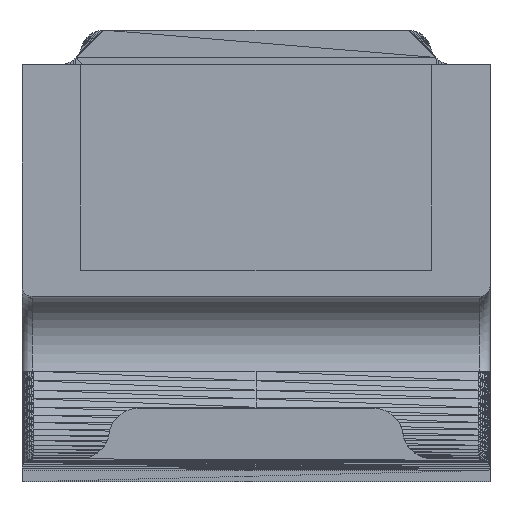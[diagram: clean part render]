
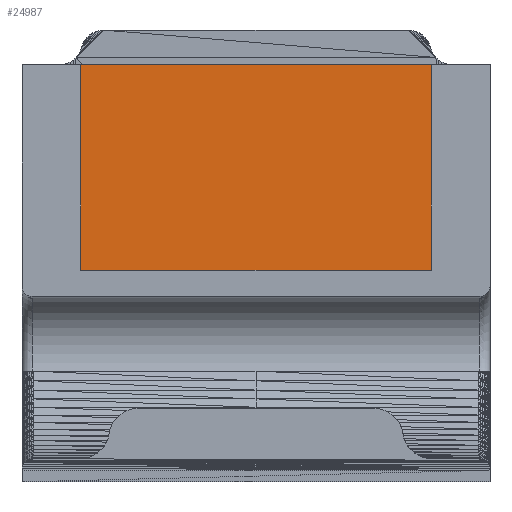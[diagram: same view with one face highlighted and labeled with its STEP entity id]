
A CAD part, front view. The second image highlights one B-rep face of the part: STEP entity #24987.
In plain terms, the highlighted planar face has unit normal (0, -1, 0).
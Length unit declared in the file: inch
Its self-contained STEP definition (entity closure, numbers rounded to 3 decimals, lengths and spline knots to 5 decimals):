
#1963=PLANE('',#27031);
#3974=FACE_OUTER_BOUND('',#5985,.T.);
#5985=EDGE_LOOP('',(#22847,#22848,#22849,#22850,#22851,#22852,#22853));
#6338=LINE('',#34969,#9483);
#6340=LINE('',#34974,#9485);
#6347=LINE('',#34987,#9492);
#6348=LINE('',#34988,#9493);
#6387=LINE('',#35061,#9532);
#9148=LINE('',#40581,#12293);
#9483=VECTOR('',#27597,0.3937);
#9485=VECTOR('',#27601,0.3937);
#9492=VECTOR('',#27612,0.3937);
#9493=VECTOR('',#27613,0.3937);
#9532=VECTOR('',#27670,0.3937);
#12293=VECTOR('',#34127,0.03937);
#12571=VERTEX_POINT('',#34965);
#12572=VERTEX_POINT('',#34967);
#12573=VERTEX_POINT('',#34971);
#12574=VERTEX_POINT('',#34973);
#12578=VERTEX_POINT('',#34986);
#13514=VERTEX_POINT('',#40580);
#13820=EDGE_CURVE('',#12571,#12572,#6338,.T.);
#13822=EDGE_CURVE('',#12573,#12574,#6340,.T.);
#13829=EDGE_CURVE('',#12578,#12574,#6347,.T.);
#13830=EDGE_CURVE('',#12572,#12578,#6348,.T.);
#13869=EDGE_CURVE('',#12571,#12573,#6387,.T.);
#16630=EDGE_CURVE('',#13514,#12578,#9148,.T.);
#22847=ORIENTED_EDGE('',*,*,#13830,.T.);
#22848=ORIENTED_EDGE('',*,*,#16630,.F.);
#22849=ORIENTED_EDGE('',*,*,#16630,.T.);
#22850=ORIENTED_EDGE('',*,*,#13829,.T.);
#22851=ORIENTED_EDGE('',*,*,#13822,.F.);
#22852=ORIENTED_EDGE('',*,*,#13869,.F.);
#22853=ORIENTED_EDGE('',*,*,#13820,.T.);
#24987=ADVANCED_FACE('',(#3974),#1963,.T.);
#27031=AXIS2_PLACEMENT_3D('',#40579,#34125,#34126);
#27597=DIRECTION('',(0.,0.,-1.));
#27601=DIRECTION('',(0.,0.,-1.));
#27612=DIRECTION('',(1.,0.,0.));
#27613=DIRECTION('',(1.,0.,0.));
#27670=DIRECTION('',(1.,0.,0.));
#34125=DIRECTION('center_axis',(0.,-1.,0.));
#34126=DIRECTION('ref_axis',(1.,0.,0.));
#34127=DIRECTION('',(0.887,0.,-0.462));
#34965=CARTESIAN_POINT('',(-0.34264,-3.18898,0.70866));
#34967=CARTESIAN_POINT('',(-0.34264,-3.18898,0.35996));
#34969=CARTESIAN_POINT('',(-0.34264,-3.18898,0.70866));
#34971=CARTESIAN_POINT('',(0.34264,-3.18898,0.70866));
#34973=CARTESIAN_POINT('',(0.34264,-3.18898,0.35996));
#34974=CARTESIAN_POINT('',(0.34264,-3.18898,0.70866));
#34986=CARTESIAN_POINT('',(0.29155,-3.18898,0.35996));
#34987=CARTESIAN_POINT('',(0.18598,-3.18898,0.35996));
#34988=CARTESIAN_POINT('',(0.11165,-3.18898,0.35996));
#35061=CARTESIAN_POINT('',(0.01417,-3.18898,0.70866));
#40579=CARTESIAN_POINT('Origin',(-0.07433,-3.18898,
0.43748));
#40580=CARTESIAN_POINT('',(-0.29764,-3.18898,0.66683));
#40581=CARTESIAN_POINT('',(-0.37795,-3.18898,0.70866));
